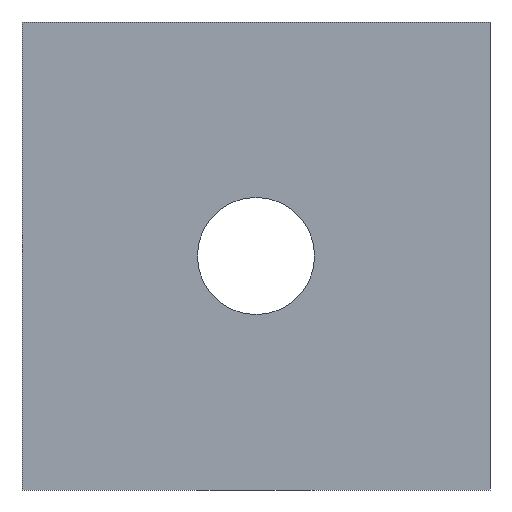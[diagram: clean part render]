
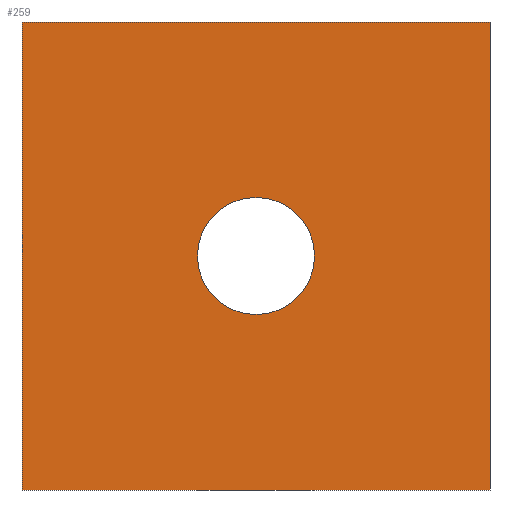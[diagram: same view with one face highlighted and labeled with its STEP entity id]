
A CAD part, front view. The second image highlights one B-rep face of the part: STEP entity #259.
In plain terms, the highlighted planar face has unit normal (0, -1, 0).
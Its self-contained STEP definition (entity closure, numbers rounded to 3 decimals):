
#20=FACE_BOUND('',#57,.T.);
#25=CIRCLE('',#290,2.5);
#39=FACE_OUTER_BOUND('',#56,.T.);
#56=EDGE_LOOP('',(#229,#230,#231,#232));
#57=EDGE_LOOP('',(#233));
#68=LINE('',#386,#96);
#76=LINE('',#401,#104);
#82=LINE('',#418,#110);
#85=LINE('',#428,#113);
#96=VECTOR('',#311,10.);
#104=VECTOR('',#325,10.);
#110=VECTOR('',#345,10.);
#113=VECTOR('',#358,10.);
#123=VERTEX_POINT('',#383);
#124=VERTEX_POINT('',#385);
#127=VERTEX_POINT('',#398);
#128=VERTEX_POINT('',#400);
#134=VERTEX_POINT('',#424);
#145=EDGE_CURVE('',#123,#124,#68,.T.);
#153=EDGE_CURVE('',#127,#128,#76,.T.);
#162=EDGE_CURVE('',#124,#127,#82,.T.);
#166=EDGE_CURVE('',#134,#134,#25,.T.);
#167=EDGE_CURVE('',#128,#123,#85,.T.);
#229=ORIENTED_EDGE('',*,*,#153,.F.);
#230=ORIENTED_EDGE('',*,*,#162,.F.);
#231=ORIENTED_EDGE('',*,*,#145,.F.);
#232=ORIENTED_EDGE('',*,*,#167,.F.);
#233=ORIENTED_EDGE('',*,*,#166,.F.);
#245=PLANE('',#292);
#259=ADVANCED_FACE('',(#39,#20),#245,.F.);
#290=AXIS2_PLACEMENT_3D('',#426,#354,#355);
#292=AXIS2_PLACEMENT_3D('',#429,#359,#360);
#311=DIRECTION('',(0.,0.,1.));
#325=DIRECTION('',(0.,0.,-1.));
#345=DIRECTION('',(1.,0.,0.));
#354=DIRECTION('center_axis',(0.,-1.,0.));
#355=DIRECTION('ref_axis',(1.,0.,0.));
#358=DIRECTION('',(-1.,0.,0.));
#359=DIRECTION('center_axis',(0.,1.,0.));
#360=DIRECTION('ref_axis',(1.,0.,0.));
#383=CARTESIAN_POINT('',(-20.,0.,0.));
#385=CARTESIAN_POINT('',(-20.,0.,20.));
#386=CARTESIAN_POINT('',(-20.,0.,0.));
#398=CARTESIAN_POINT('',(0.,0.,20.));
#400=CARTESIAN_POINT('',(0.,0.,0.));
#401=CARTESIAN_POINT('',(0.,0.,20.));
#418=CARTESIAN_POINT('',(-20.,0.,20.));
#424=CARTESIAN_POINT('',(-12.5,0.,10.));
#426=CARTESIAN_POINT('Origin',(-10.,0.,10.));
#428=CARTESIAN_POINT('',(0.,0.,0.));
#429=CARTESIAN_POINT('Origin',(-10.,0.,10.));
